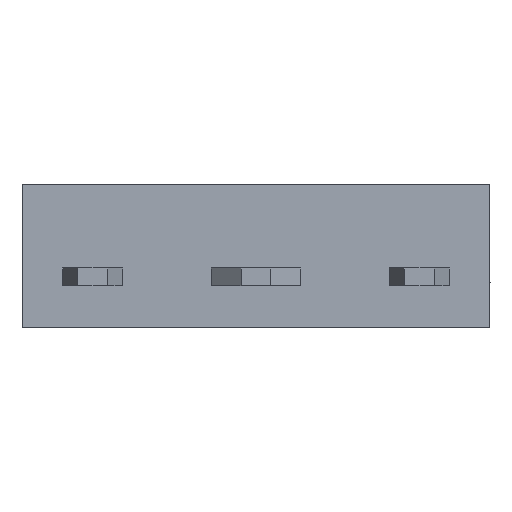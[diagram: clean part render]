
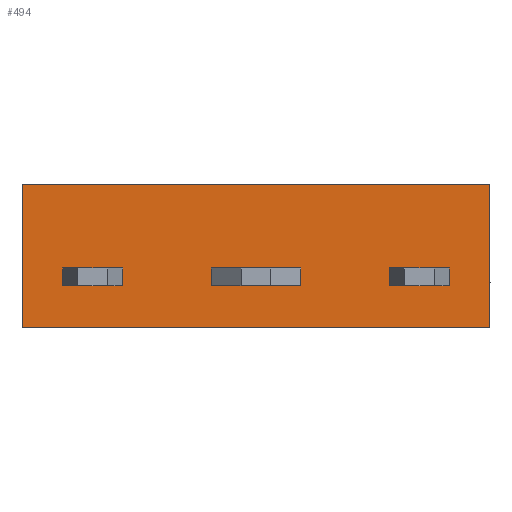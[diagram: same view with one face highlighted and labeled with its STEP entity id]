
A CAD part, left-side view. The second image highlights one B-rep face of the part: STEP entity #494.
In plain terms, the highlighted planar face has unit normal (-1, 0, 0).
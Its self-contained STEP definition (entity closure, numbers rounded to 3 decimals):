
#7 = VECTOR ( 'NONE', #648, 1000. ) ;
#20 = CARTESIAN_POINT ( 'NONE',  ( 0., 7.8, 2.4 ) ) ;
#58 = EDGE_CURVE ( 'NONE', #1331, #1109, #1223, .T. ) ;
#59 = VERTEX_POINT ( 'NONE', #462 ) ;
#74 = EDGE_LOOP ( 'NONE', ( #826, #1211, #723, #1102 ) ) ;
#81 = VECTOR ( 'NONE', #780, 1000. ) ;
#92 = EDGE_CURVE ( 'NONE', #1155, #118, #609, .T. ) ;
#93 = VERTEX_POINT ( 'NONE', #1255 ) ;
#98 = EDGE_CURVE ( 'NONE', #519, #1155, #596, .T. ) ;
#101 = PLANE ( 'NONE',  #1349 ) ;
#110 = EDGE_CURVE ( 'NONE', #941, #295, #603, .T. ) ;
#118 = VERTEX_POINT ( 'NONE', #1423 ) ;
#140 = ORIENTED_EDGE ( 'NONE', *, *, #463, .F. ) ;
#159 = CARTESIAN_POINT ( 'NONE',  ( 0., 4.45, 1.4 ) ) ;
#161 = EDGE_CURVE ( 'NONE', #1331, #93, #548, .T. ) ;
#177 = DIRECTION ( 'NONE',  ( 0., -1., 0. ) ) ;
#192 = LINE ( 'NONE', #1078, #574 ) ;
#212 = ORIENTED_EDGE ( 'NONE', *, *, #92, .F. ) ;
#213 = DIRECTION ( 'NONE',  ( 0., 0., -1. ) ) ;
#223 = FACE_OUTER_BOUND ( 'NONE', #74, .T. ) ;
#225 = CARTESIAN_POINT ( 'NONE',  ( 0., 0., 2. ) ) ;
#227 = VECTOR ( 'NONE', #522, 1000. ) ;
#229 = CARTESIAN_POINT ( 'NONE',  ( 0., -4.45, 1.7 ) ) ;
#242 = ORIENTED_EDGE ( 'NONE', *, *, #110, .T. ) ;
#245 = VECTOR ( 'NONE', #292, 1000. ) ;
#261 = EDGE_LOOP ( 'NONE', ( #424, #1135, #1382, #922 ) ) ;
#274 = DIRECTION ( 'NONE',  ( 0., 0., -1. ) ) ;
#292 = DIRECTION ( 'NONE',  ( 0., 0., -1. ) ) ;
#295 = VERTEX_POINT ( 'NONE', #1259 ) ;
#307 = DIRECTION ( 'NONE',  ( 0., 0., -1. ) ) ;
#317 = VECTOR ( 'NONE', #467, 1000. ) ;
#362 = EDGE_CURVE ( 'NONE', #998, #93, #724, .T. ) ;
#385 = VERTEX_POINT ( 'NONE', #1407 ) ;
#394 = EDGE_LOOP ( 'NONE', ( #705, #422, #212, #999 ) ) ;
#422 = ORIENTED_EDGE ( 'NONE', *, *, #1028, .F. ) ;
#424 = ORIENTED_EDGE ( 'NONE', *, *, #161, .T. ) ;
#425 = DIRECTION ( 'NONE',  ( 0., -1., 0. ) ) ;
#440 = FACE_BOUND ( 'NONE', #261, .T. ) ;
#444 = VERTEX_POINT ( 'NONE', #159 ) ;
#462 = CARTESIAN_POINT ( 'NONE',  ( 0., -7.8, 0. ) ) ;
#463 = EDGE_CURVE ( 'NONE', #385, #295, #773, .T. ) ;
#467 = DIRECTION ( 'NONE',  ( 0., 0., -1. ) ) ;
#486 = DIRECTION ( 'NONE',  ( 0., 1., 0. ) ) ;
#494 = ADVANCED_FACE ( 'NONE', ( #995, #440, #1430, #223 ), #101, .T. ) ;
#509 = CARTESIAN_POINT ( 'NONE',  ( 0., 0., 1.4 ) ) ;
#510 = CARTESIAN_POINT ( 'NONE',  ( 0., -6.45, 2. ) ) ;
#518 = CARTESIAN_POINT ( 'NONE',  ( 0., 0., 1.4 ) ) ;
#519 = VERTEX_POINT ( 'NONE', #531 ) ;
#522 = DIRECTION ( 'NONE',  ( 0., 1., 0. ) ) ;
#526 = EDGE_CURVE ( 'NONE', #976, #925, #970, .T. ) ;
#531 = CARTESIAN_POINT ( 'NONE',  ( 0., 4.45, 2. ) ) ;
#547 = CARTESIAN_POINT ( 'NONE',  ( 0., 8.112, -0.096 ) ) ;
#548 = LINE ( 'NONE', #1113, #81 ) ;
#549 = CARTESIAN_POINT ( 'NONE',  ( 0., -4.45, 2. ) ) ;
#561 = LINE ( 'NONE', #229, #691 ) ;
#565 = VERTEX_POINT ( 'NONE', #1140 ) ;
#574 = VECTOR ( 'NONE', #213, 1000. ) ;
#582 = LINE ( 'NONE', #20, #1436 ) ;
#586 = DIRECTION ( 'NONE',  ( 0., 0., -1. ) ) ;
#595 = CARTESIAN_POINT ( 'NONE',  ( 0., 1.5, 1.4 ) ) ;
#596 = LINE ( 'NONE', #1038, #872 ) ;
#603 = LINE ( 'NONE', #1045, #1250 ) ;
#609 = LINE ( 'NONE', #1054, #317 ) ;
#648 = DIRECTION ( 'NONE',  ( 0., -1., 0. ) ) ;
#665 = VECTOR ( 'NONE', #1396, 1000. ) ;
#669 = DIRECTION ( 'NONE',  ( 0., 1., 0. ) ) ;
#691 = VECTOR ( 'NONE', #307, 1000. ) ;
#698 = ORIENTED_EDGE ( 'NONE', *, *, #1446, .F. ) ;
#705 = ORIENTED_EDGE ( 'NONE', *, *, #1319, .T. ) ;
#723 = ORIENTED_EDGE ( 'NONE', *, *, #1075, .F. ) ;
#724 = LINE ( 'NONE', #509, #914 ) ;
#748 = LINE ( 'NONE', #1278, #782 ) ;
#773 = LINE ( 'NONE', #1219, #227 ) ;
#780 = DIRECTION ( 'NONE',  ( 0., 0., -1. ) ) ;
#782 = VECTOR ( 'NONE', #274, 1000. ) ;
#826 = ORIENTED_EDGE ( 'NONE', *, *, #526, .F. ) ;
#872 = VECTOR ( 'NONE', #486, 1000. ) ;
#898 = CARTESIAN_POINT ( 'NONE',  ( 0., 7.8, 0. ) ) ;
#902 = EDGE_CURVE ( 'NONE', #385, #565, #192, .T. ) ;
#914 = VECTOR ( 'NONE', #177, 1000. ) ;
#922 = ORIENTED_EDGE ( 'NONE', *, *, #58, .F. ) ;
#925 = VERTEX_POINT ( 'NONE', #1374 ) ;
#930 = CARTESIAN_POINT ( 'NONE',  ( 0., 0., 0. ) ) ;
#941 = VERTEX_POINT ( 'NONE', #595 ) ;
#970 = LINE ( 'NONE', #1422, #1440 ) ;
#976 = VERTEX_POINT ( 'NONE', #1083 ) ;
#985 = DIRECTION ( 'NONE',  ( 0., -1., 0. ) ) ;
#987 = CARTESIAN_POINT ( 'NONE',  ( 0., 0., 1.4 ) ) ;
#995 = FACE_BOUND ( 'NONE', #1079, .T. ) ;
#998 = VERTEX_POINT ( 'NONE', #1403 ) ;
#999 = ORIENTED_EDGE ( 'NONE', *, *, #98, .F. ) ;
#1028 = EDGE_CURVE ( 'NONE', #118, #444, #1418, .T. ) ;
#1038 = CARTESIAN_POINT ( 'NONE',  ( 0., 0., 2. ) ) ;
#1045 = CARTESIAN_POINT ( 'NONE',  ( 0., 1.5, 1.7 ) ) ;
#1054 = CARTESIAN_POINT ( 'NONE',  ( 0., 6.45, 1.7 ) ) ;
#1063 = EDGE_CURVE ( 'NONE', #925, #59, #1167, .T. ) ;
#1075 = EDGE_CURVE ( 'NONE', #59, #1218, #1303, .T. ) ;
#1078 = CARTESIAN_POINT ( 'NONE',  ( 0., -1.5, 1.7 ) ) ;
#1079 = EDGE_LOOP ( 'NONE', ( #698, #242, #140, #1448 ) ) ;
#1083 = CARTESIAN_POINT ( 'NONE',  ( 0., 7.8, 4.8 ) ) ;
#1089 = DIRECTION ( 'NONE',  ( -1., 0., 0. ) ) ;
#1102 = ORIENTED_EDGE ( 'NONE', *, *, #1063, .F. ) ;
#1103 = LINE ( 'NONE', #987, #7 ) ;
#1109 = VERTEX_POINT ( 'NONE', #549 ) ;
#1112 = VECTOR ( 'NONE', #1287, 1000. ) ;
#1113 = CARTESIAN_POINT ( 'NONE',  ( 0., -6.45, 1.7 ) ) ;
#1135 = ORIENTED_EDGE ( 'NONE', *, *, #362, .F. ) ;
#1140 = CARTESIAN_POINT ( 'NONE',  ( 0., -1.5, 1.4 ) ) ;
#1144 = CARTESIAN_POINT ( 'NONE',  ( 0., 6.45, 2. ) ) ;
#1155 = VERTEX_POINT ( 'NONE', #1144 ) ;
#1167 = LINE ( 'NONE', #1310, #245 ) ;
#1181 = EDGE_CURVE ( 'NONE', #976, #1218, #582, .T. ) ;
#1211 = ORIENTED_EDGE ( 'NONE', *, *, #1181, .T. ) ;
#1218 = VERTEX_POINT ( 'NONE', #898 ) ;
#1219 = CARTESIAN_POINT ( 'NONE',  ( 0., 0., 2. ) ) ;
#1223 = LINE ( 'NONE', #225, #1367 ) ;
#1250 = VECTOR ( 'NONE', #1361, 1000. ) ;
#1255 = CARTESIAN_POINT ( 'NONE',  ( 0., -6.45, 1.4 ) ) ;
#1259 = CARTESIAN_POINT ( 'NONE',  ( 0., 1.5, 2. ) ) ;
#1278 = CARTESIAN_POINT ( 'NONE',  ( 0., 4.45, 1.7 ) ) ;
#1287 = DIRECTION ( 'NONE',  ( 0., -1., 0. ) ) ;
#1303 = LINE ( 'NONE', #930, #665 ) ;
#1310 = CARTESIAN_POINT ( 'NONE',  ( 0., -7.8, 2.4 ) ) ;
#1319 = EDGE_CURVE ( 'NONE', #519, #444, #748, .T. ) ;
#1331 = VERTEX_POINT ( 'NONE', #510 ) ;
#1349 = AXIS2_PLACEMENT_3D ( 'NONE', #547, #1089, #985 ) ;
#1361 = DIRECTION ( 'NONE',  ( 0., 0., 1. ) ) ;
#1367 = VECTOR ( 'NONE', #669, 1000. ) ;
#1374 = CARTESIAN_POINT ( 'NONE',  ( 0., -7.8, 4.8 ) ) ;
#1382 = ORIENTED_EDGE ( 'NONE', *, *, #1395, .F. ) ;
#1395 = EDGE_CURVE ( 'NONE', #1109, #998, #561, .T. ) ;
#1396 = DIRECTION ( 'NONE',  ( 0., 1., 0. ) ) ;
#1403 = CARTESIAN_POINT ( 'NONE',  ( 0., -4.45, 1.4 ) ) ;
#1407 = CARTESIAN_POINT ( 'NONE',  ( 0., -1.5, 2. ) ) ;
#1418 = LINE ( 'NONE', #518, #1112 ) ;
#1422 = CARTESIAN_POINT ( 'NONE',  ( 0., 0., 4.8 ) ) ;
#1423 = CARTESIAN_POINT ( 'NONE',  ( 0., 6.45, 1.4 ) ) ;
#1430 = FACE_BOUND ( 'NONE', #394, .T. ) ;
#1436 = VECTOR ( 'NONE', #586, 1000. ) ;
#1440 = VECTOR ( 'NONE', #425, 1000. ) ;
#1446 = EDGE_CURVE ( 'NONE', #941, #565, #1103, .T. ) ;
#1448 = ORIENTED_EDGE ( 'NONE', *, *, #902, .T. ) ;
